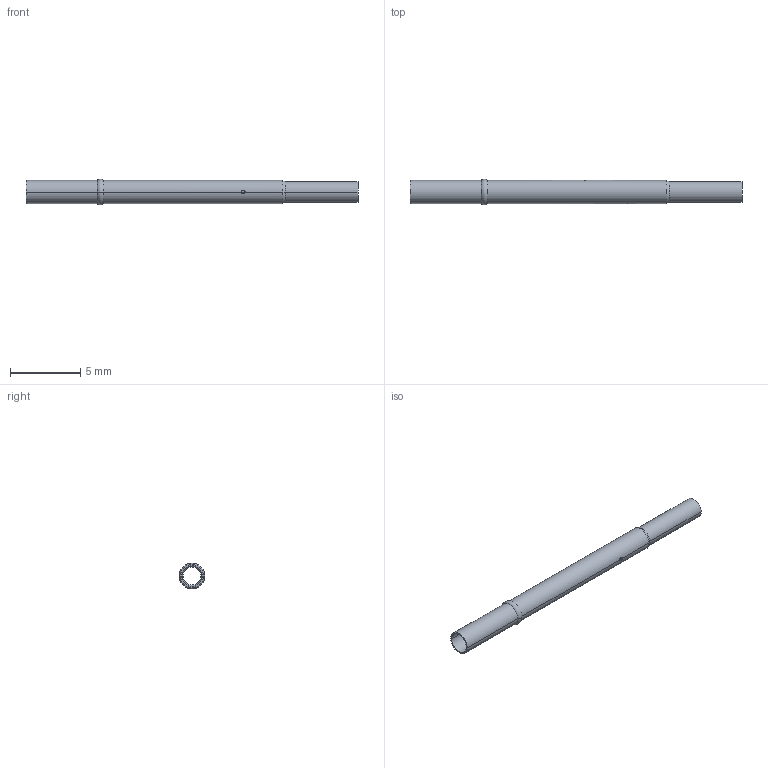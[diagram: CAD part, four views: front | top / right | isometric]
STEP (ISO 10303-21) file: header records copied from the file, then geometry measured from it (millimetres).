
FILE_DESCRIPTION((''),'2;1');
FILE_NAME('S25-512','2016-04-26T',('sbennett'),(''),'CREO PARAMETRIC BY PTC INC, 2015290','CREO PARAMETRIC BY PTC INC, 2015290','');
FILE_SCHEMA(('CONFIG_CONTROL_DESIGN'));
Length unit declared in the file: millimetre
Products named in the file (1): S25-512
Bounding box: 23.7 x 1.83 x 1.83 mm (x, y, z)
Volume: 10.9 mm3; surface area: 228.2 mm2
Topology: 1 solids, 1 shells, 26 faces, 64 edges, 32 vertices
Faces by surface type: cylinder 10, sphere 8, cone 4, plane 2, torus 2
Entity records: 1015 total; most frequent: CARTESIAN_POINT 209, DIRECTION 130, ORIENTED_EDGE 112, PRESENTATION_STYLE_ASSIGNMENT 57, STYLED_ITEM 57, AXIS2_PLACEMENT_3D 56, CURVE_STYLE 56, EDGE_CURVE 56
